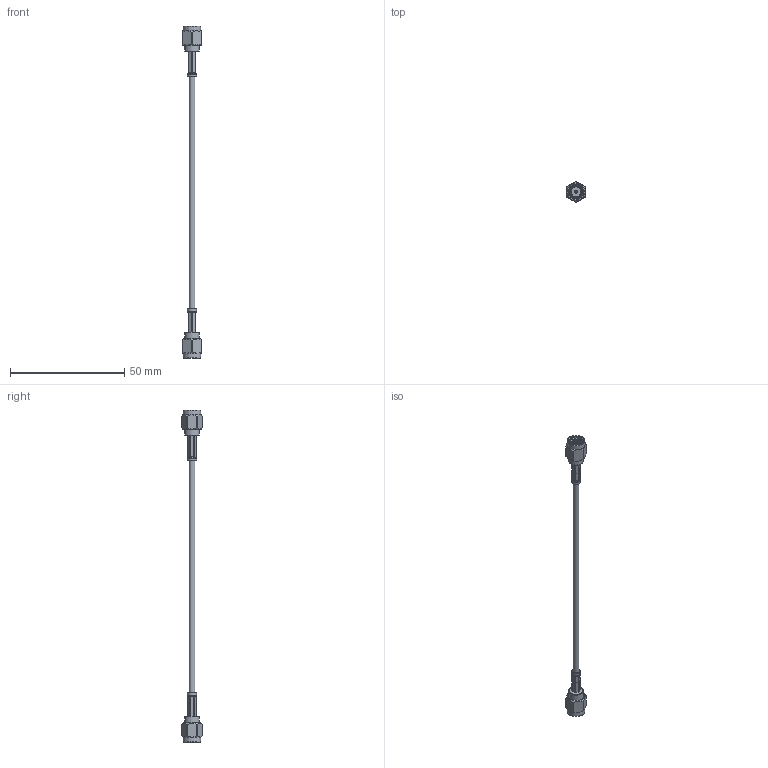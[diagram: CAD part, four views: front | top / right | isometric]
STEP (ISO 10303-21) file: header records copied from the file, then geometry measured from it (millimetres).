
FILE_DESCRIPTION (( 'STEP AP203' ), '1' );
FILE_NAME ('PE35212_3D.step', '2021-02-04T19:08:05', ( '' ), ( '' ), 'SwSTEP 2.0', 'SolidWorks 2018', '' );
FILE_SCHEMA (( 'CONFIG_CONTROL_DESIGN' ));
Length unit declared in the file: inch
Products named in the file (4): PE4003^PE35212_Crimped; PE4771^PE35212_Crimped; PE35212_3D; RG316U^PE35212_RG316U
Assembly tree (3 placements, depth 2):
  PE35212_3D
    RG316U^PE35212_RG316U
    PE4003^PE35212_Crimped
    PE4771^PE35212_Crimped
Bounding box: 7.94 x 9.02 x 145.4 mm (x, y, z)
Volume: 1461.3 mm3; surface area: 2638.5 mm2
Topology: 5 solids, 5 shells, 227 faces, 591 edges, 390 vertices
Faces by surface type: cylinder 100, plane 86, cone 27, bspline 11, torus 3
Full cylindrical faces by diameter (mm): 0.914 x2, 1.168 x1, 1.194 x1, 1.626 x1, 1.702 x1, 2.548 x1, 2.591 x1, 2.667 x1, 2.7 x1, 3.48 x2, 3.988 x2, 4.445 x1, 4.572 x1, 6.35 x14, 6.562 x1, 7.07 x1, 7.734 x1, 7.762 x1
Entity records: 12689 total; most frequent: CARTESIAN_POINT 7633, ORIENTED_EDGE 1026, DIRECTION 816, EDGE_CURVE 513, VERTEX_POINT 365, AXIS2_PLACEMENT_3D 334, EDGE_LOOP 274, FACE_OUTER_BOUND 245
